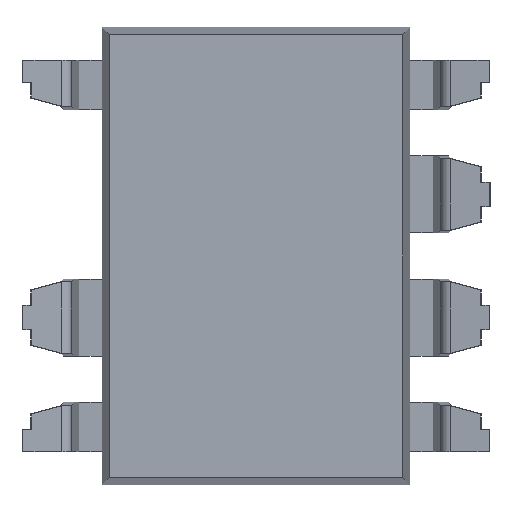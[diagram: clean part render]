
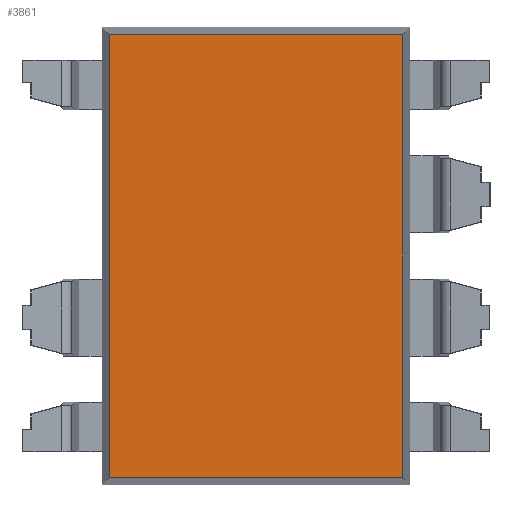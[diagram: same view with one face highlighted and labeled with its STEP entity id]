
A CAD part, front view. The second image highlights one B-rep face of the part: STEP entity #3861.
In plain terms, the highlighted planar face has unit normal (0, -1, 0).
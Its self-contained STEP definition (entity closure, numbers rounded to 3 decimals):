
#40 = EDGE_LOOP ( 'NONE', ( #4191, #1388, #1976, #3102 ) ) ;
#208 = VERTEX_POINT ( 'NONE', #2542 ) ;
#302 = EDGE_CURVE ( 'NONE', #1291, #2263, #3345, .T. ) ;
#351 = CARTESIAN_POINT ( 'NONE',  ( 3.023, 0.3, -4.72 ) ) ;
#622 = CARTESIAN_POINT ( 'NONE',  ( 3.175, 0.3, 4.568 ) ) ;
#681 = DIRECTION ( 'NONE',  ( 0., 0., 1. ) ) ;
#798 = AXIS2_PLACEMENT_3D ( 'NONE', #2005, #1971, #3477 ) ;
#867 = FACE_OUTER_BOUND ( 'NONE', #40, .T. ) ;
#1068 = VERTEX_POINT ( 'NONE', #2017 ) ;
#1224 = VECTOR ( 'NONE', #681, 1000. ) ;
#1291 = VERTEX_POINT ( 'NONE', #4794 ) ;
#1333 = VECTOR ( 'NONE', #4104, 1000. ) ;
#1388 = ORIENTED_EDGE ( 'NONE', *, *, #4198, .T. ) ;
#1553 = LINE ( 'NONE', #1665, #4966 ) ;
#1665 = CARTESIAN_POINT ( 'NONE',  ( -3.175, 0.3, -4.568 ) ) ;
#1710 = DIRECTION ( 'NONE',  ( 1., 0., 0. ) ) ;
#1789 = DIRECTION ( 'NONE',  ( -1., 0., 0. ) ) ;
#1971 = DIRECTION ( 'NONE',  ( 0., -1., 0. ) ) ;
#1976 = ORIENTED_EDGE ( 'NONE', *, *, #302, .T. ) ;
#2005 = CARTESIAN_POINT ( 'NONE',  ( 0., 0.3, 0. ) ) ;
#2017 = CARTESIAN_POINT ( 'NONE',  ( -3.023, 0.3, -4.568 ) ) ;
#2263 = VERTEX_POINT ( 'NONE', #3026 ) ;
#2542 = CARTESIAN_POINT ( 'NONE',  ( 3.023, 0.3, -4.568 ) ) ;
#2555 = CARTESIAN_POINT ( 'NONE',  ( -3.023, 0.3, 4.72 ) ) ;
#3026 = CARTESIAN_POINT ( 'NONE',  ( -3.023, 0.3, 4.568 ) ) ;
#3102 = ORIENTED_EDGE ( 'NONE', *, *, #4593, .T. ) ;
#3345 = LINE ( 'NONE', #622, #4999 ) ;
#3477 = DIRECTION ( 'NONE',  ( 0., 0., -1. ) ) ;
#3861 = ADVANCED_FACE ( 'NONE', ( #867 ), #3919, .T. ) ;
#3919 = PLANE ( 'NONE',  #798 ) ;
#4104 = DIRECTION ( 'NONE',  ( 0., 0., -1. ) ) ;
#4191 = ORIENTED_EDGE ( 'NONE', *, *, #4934, .T. ) ;
#4198 = EDGE_CURVE ( 'NONE', #208, #1291, #4591, .T. ) ;
#4591 = LINE ( 'NONE', #351, #1224 ) ;
#4593 = EDGE_CURVE ( 'NONE', #2263, #1068, #4766, .T. ) ;
#4766 = LINE ( 'NONE', #2555, #1333 ) ;
#4794 = CARTESIAN_POINT ( 'NONE',  ( 3.023, 0.3, 4.568 ) ) ;
#4934 = EDGE_CURVE ( 'NONE', #1068, #208, #1553, .T. ) ;
#4966 = VECTOR ( 'NONE', #1710, 1000. ) ;
#4999 = VECTOR ( 'NONE', #1789, 1000. ) ;
